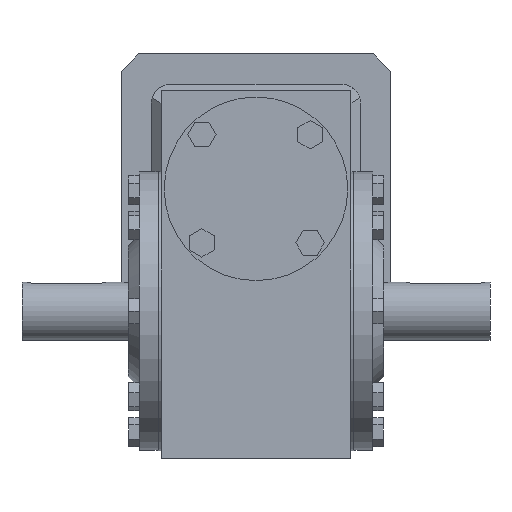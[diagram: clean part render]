
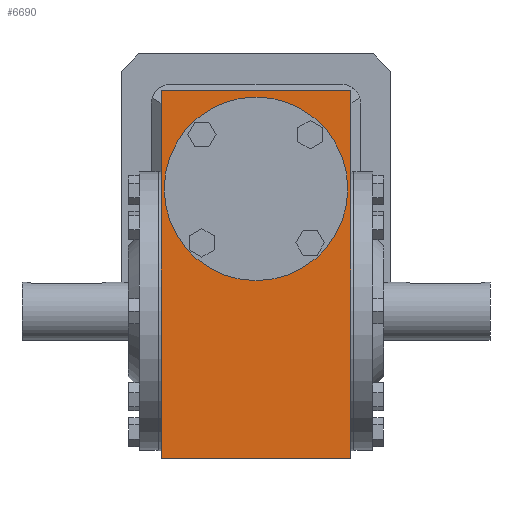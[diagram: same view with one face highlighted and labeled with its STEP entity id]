
A CAD part, left-side view. The second image highlights one B-rep face of the part: STEP entity #6690.
In plain terms, the highlighted planar face has unit normal (-1, 0, 0).
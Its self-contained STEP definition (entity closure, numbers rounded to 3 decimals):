
#209=LINE('',#9071,#694);
#211=LINE('',#9077,#696);
#214=LINE('',#9085,#699);
#216=LINE('',#9096,#701);
#694=VECTOR('',#7619,1000.);
#696=VECTOR('',#7625,1000.);
#699=VECTOR('',#7632,1000.);
#701=VECTOR('',#7644,1000.);
#1253=ORIENTED_EDGE('',*,*,#2531,.T.);
#1254=ORIENTED_EDGE('',*,*,#2534,.T.);
#1255=ORIENTED_EDGE('',*,*,#2538,.T.);
#1256=ORIENTED_EDGE('',*,*,#2544,.T.);
#1257=ORIENTED_EDGE('',*,*,#2545,.F.);
#2531=EDGE_CURVE('',#3196,#3195,#209,.T.);
#2534=EDGE_CURVE('',#3195,#3198,#211,.T.);
#2538=EDGE_CURVE('',#3198,#3200,#214,.T.);
#2544=EDGE_CURVE('',#3200,#3196,#216,.T.);
#2545=EDGE_CURVE('',#3205,#3205,#3681,.T.);
#3195=VERTEX_POINT('',#9070);
#3196=VERTEX_POINT('',#9072);
#3198=VERTEX_POINT('',#9078);
#3200=VERTEX_POINT('',#9084);
#3205=VERTEX_POINT('',#9099);
#3681=CIRCLE('',#7072,47.625);
#3864=EDGE_LOOP('',(#1253,#1254,#1255,#1256));
#3865=EDGE_LOOP('',(#1257));
#4319=FACE_BOUND('',#3864,.T.);
#4320=FACE_BOUND('',#3865,.T.);
#4727=PLANE('',#7071);
#6690=ADVANCED_FACE('',(#4319,#4320),#4727,.T.);
#7071=AXIS2_PLACEMENT_3D('',#9097,#7645,#7646);
#7072=AXIS2_PLACEMENT_3D('',#9098,#7647,#7648);
#7619=DIRECTION('',(0.,0.,1.));
#7625=DIRECTION('',(0.,1.,0.));
#7632=DIRECTION('',(0.,0.,-1.));
#7644=DIRECTION('',(0.,-1.,0.));
#7645=DIRECTION('',(-1.,0.,0.));
#7646=DIRECTION('',(0.,-1.,0.));
#7647=DIRECTION('',(-1.,0.,0.));
#7648=DIRECTION('',(0.,-1.,0.));
#9070=CARTESIAN_POINT('',(-77.724,-49.276,50.8));
#9071=CARTESIAN_POINT('',(-77.724,-49.276,-139.7));
#9072=CARTESIAN_POINT('',(-77.724,-49.276,-139.7));
#9077=CARTESIAN_POINT('',(-77.724,-49.276,50.8));
#9078=CARTESIAN_POINT('',(-77.724,49.276,50.8));
#9084=CARTESIAN_POINT('',(-77.724,49.276,-139.7));
#9085=CARTESIAN_POINT('',(-77.724,49.276,50.8));
#9096=CARTESIAN_POINT('',(-77.724,49.276,-139.7));
#9097=CARTESIAN_POINT('',(-77.724,-49.276,50.8));
#9098=CARTESIAN_POINT('',(-77.724,0.,0.));
#9099=CARTESIAN_POINT('',(-77.724,-47.625,0.));
